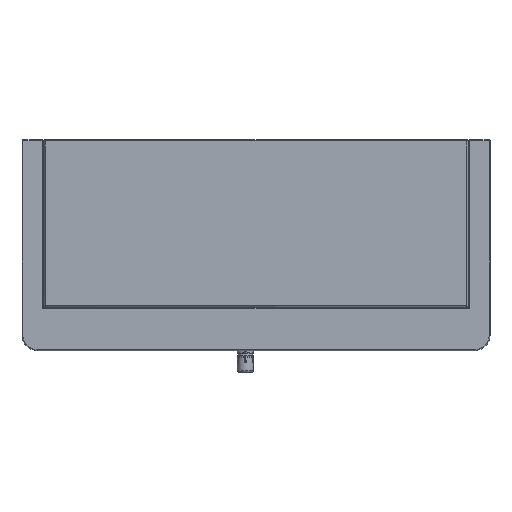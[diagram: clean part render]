
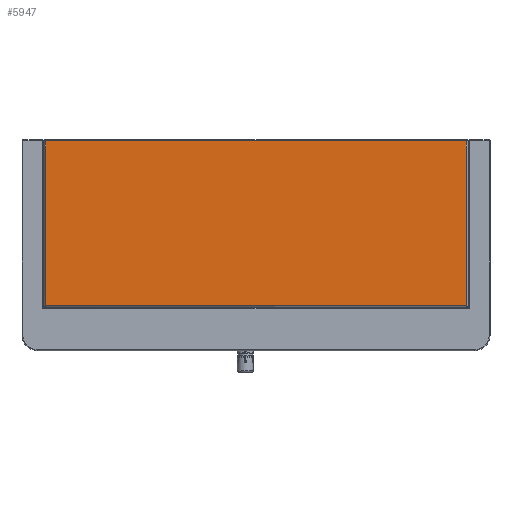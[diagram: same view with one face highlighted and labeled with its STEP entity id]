
A CAD part, top view. The second image highlights one B-rep face of the part: STEP entity #5947.
In plain terms, the highlighted planar face has unit normal (0, 0, 1).
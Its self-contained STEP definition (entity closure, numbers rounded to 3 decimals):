
#2014=DIRECTION('',(0.,-1.,0.));
#2015=VECTOR('',#2014,388.);
#2016=CARTESIAN_POINT('',(-495.5,194.,46.5));
#2017=LINE('',#2016,#2015);
#2021=DIRECTION('',(-1.,0.,0.));
#2022=VECTOR('',#2021,991.);
#2023=CARTESIAN_POINT('',(495.5,194.,46.5));
#2024=LINE('',#2023,#2022);
#2028=DIRECTION('',(0.,1.,0.));
#2029=VECTOR('',#2028,388.);
#2030=CARTESIAN_POINT('',(495.5,-194.,46.5));
#2031=LINE('',#2030,#2029);
#2035=DIRECTION('',(1.,0.,0.));
#2036=VECTOR('',#2035,991.);
#2037=CARTESIAN_POINT('',(-495.5,-194.,46.5));
#2038=LINE('',#2037,#2036);
#3903=CARTESIAN_POINT('',(-495.5,194.,46.5));
#3904=CARTESIAN_POINT('',(-495.5,-194.,46.5));
#3905=VERTEX_POINT('',#3903);
#3906=VERTEX_POINT('',#3904);
#3911=CARTESIAN_POINT('',(495.5,-194.,46.5));
#3912=VERTEX_POINT('',#3911);
#3913=CARTESIAN_POINT('',(495.5,194.,46.5));
#3914=VERTEX_POINT('',#3913);
#5933=CARTESIAN_POINT('',(0.,0.,46.5));
#5934=DIRECTION('',(0.,0.,1.));
#5935=DIRECTION('',(1.,0.,0.));
#5936=AXIS2_PLACEMENT_3D('',#5933,#5934,#5935);
#5937=PLANE('',#5936);
#5939=ORIENTED_EDGE('',*,*,#5938,.F.);
#5941=ORIENTED_EDGE('',*,*,#5940,.F.);
#5942=ORIENTED_EDGE('',*,*,#5923,.F.);
#5944=ORIENTED_EDGE('',*,*,#5943,.F.);
#5945=EDGE_LOOP('',(#5939,#5941,#5942,#5944));
#5946=FACE_OUTER_BOUND('',#5945,.F.);
#5923=EDGE_CURVE('',#3912,#3914,#2031,.T.);
#5938=EDGE_CURVE('',#3905,#3906,#2017,.T.);
#5940=EDGE_CURVE('',#3914,#3905,#2024,.T.);
#5943=EDGE_CURVE('',#3906,#3912,#2038,.T.);
#5947=ADVANCED_FACE('',(#5946),#5937,.T.);
